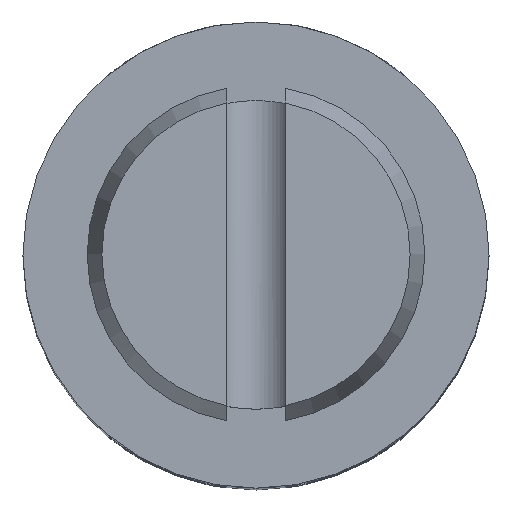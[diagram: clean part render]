
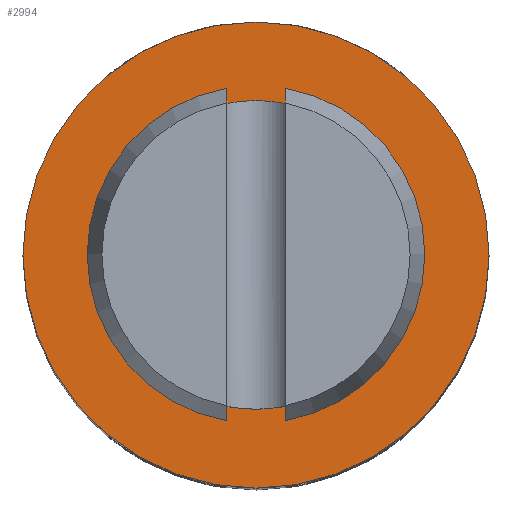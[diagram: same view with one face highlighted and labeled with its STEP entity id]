
A CAD part, top view. The second image highlights one B-rep face of the part: STEP entity #2994.
In plain terms, the highlighted planar face has unit normal (0, 0, 1).
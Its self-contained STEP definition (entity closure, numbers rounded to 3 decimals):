
#2841=CARTESIAN_POINT('',(0.0,2.1,0.889));
#2842=VERTEX_POINT('',#2841);
#2843=CARTESIAN_POINT('',(0.0,0.0,0.889));
#2844=DIRECTION('',(0.0,0.0,-1.0));
#2845=DIRECTION('',(0.0,1.0,0.0));
#2846=AXIS2_PLACEMENT_3D('',#2843,#2844,#2845);
#2847=CIRCLE('',#2846,2.1);
#2848=EDGE_CURVE('',#2842,#2842,#2847,.T.);
#2975=CARTESIAN_POINT('',(0.0,2.638,0.889));
#2976=DIRECTION('',(0.0,0.0,1.0));
#2977=DIRECTION('',(1.0,0.0,0.0));
#2978=AXIS2_PLACEMENT_3D('',#2975,#2976,#2977);
#2979=PLANE('',#2978);
#2980=CARTESIAN_POINT('',(0.0,3.175,0.889));
#2981=VERTEX_POINT('',#2980);
#2982=CARTESIAN_POINT('',(0.0,0.0,0.889));
#2983=DIRECTION('',(0.0,0.0,-1.0));
#2984=DIRECTION('',(0.0,1.0,0.0));
#2985=AXIS2_PLACEMENT_3D('',#2982,#2983,#2984);
#2986=CIRCLE('',#2985,3.175);
#2987=EDGE_CURVE('',#2981,#2981,#2986,.T.);
#2988=ORIENTED_EDGE('',*,*,#2987,.F.);
#2989=EDGE_LOOP('',(#2988));
#2990=FACE_OUTER_BOUND('',#2989,.T.);
#2991=ORIENTED_EDGE('',*,*,#2848,.T.);
#2992=EDGE_LOOP('',(#2991));
#2993=FACE_BOUND('',#2992,.T.);
#2994=ADVANCED_FACE('',(#2990,#2993),#2979,.T.);
